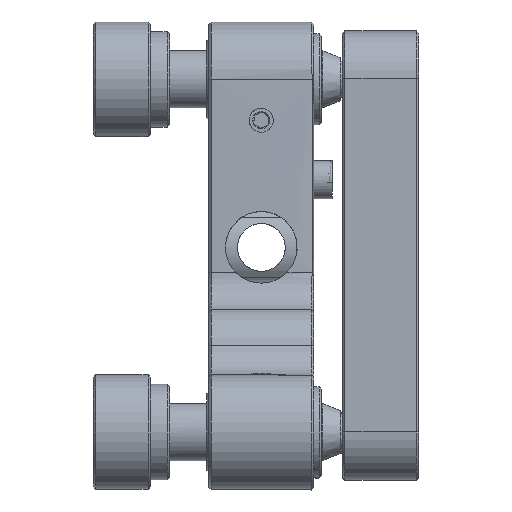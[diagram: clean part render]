
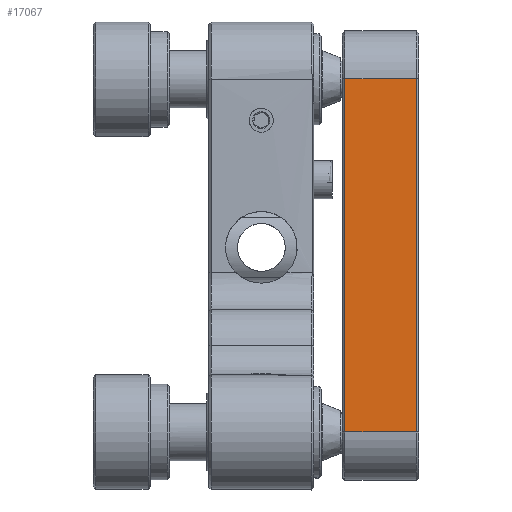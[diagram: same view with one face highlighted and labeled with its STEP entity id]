
A CAD part, top view. The second image highlights one B-rep face of the part: STEP entity #17067.
In plain terms, the highlighted planar face has unit normal (0, 0, -1).
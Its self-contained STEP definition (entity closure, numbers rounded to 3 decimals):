
#916 = CARTESIAN_POINT ( 'NONE',  ( 8.746, 23.5, 23.5 ) ) ;
#1127 = DIRECTION ( 'NONE',  ( 0., 1., 0. ) ) ;
#2036 = ORIENTED_EDGE ( 'NONE', *, *, #19559, .T. ) ;
#3337 = FACE_OUTER_BOUND ( 'NONE', #9044, .T. ) ;
#5858 = CARTESIAN_POINT ( 'NONE',  ( 8.496, 23.5, 23.5 ) ) ;
#6013 = VERTEX_POINT ( 'NONE', #12273 ) ;
#6634 = EDGE_CURVE ( 'NONE', #6013, #17332, #14790, .T. ) ;
#8354 = DIRECTION ( 'NONE',  ( -1., 0., 0. ) ) ;
#9044 = EDGE_LOOP ( 'NONE', ( #22156, #2036, #25623, #17204 ) ) ;
#9829 = CARTESIAN_POINT ( 'NONE',  ( 16.246, 23.5, 23.5 ) ) ;
#10542 = DIRECTION ( 'NONE',  ( 0., 1., 0. ) ) ;
#11360 = VECTOR ( 'NONE', #12181, 1000. ) ;
#11824 = CARTESIAN_POINT ( 'NONE',  ( 8.746, 18.5, 23.5 ) ) ;
#12181 = DIRECTION ( 'NONE',  ( 0., 1., 0. ) ) ;
#12273 = CARTESIAN_POINT ( 'NONE',  ( 8.746, -18.5, 23.5 ) ) ;
#12957 = PLANE ( 'NONE',  #15768 ) ;
#13109 = DIRECTION ( 'NONE',  ( 0., 0., -1. ) ) ;
#13453 = VECTOR ( 'NONE', #8354, 1000. ) ;
#14309 = LINE ( 'NONE', #20455, #27352 ) ;
#14790 = LINE ( 'NONE', #916, #30872 ) ;
#15556 = DIRECTION ( 'NONE',  ( 1., 0., 0. ) ) ;
#15670 = EDGE_CURVE ( 'NONE', #17065, #6013, #20353, .T. ) ;
#15768 = AXIS2_PLACEMENT_3D ( 'NONE', #5858, #13109, #1127 ) ;
#15925 = CARTESIAN_POINT ( 'NONE',  ( 8.496, -18.5, 23.5 ) ) ;
#17065 = VERTEX_POINT ( 'NONE', #24939 ) ;
#17067 = ADVANCED_FACE ( 'NONE', ( #3337 ), #12957, .T. ) ;
#17204 = ORIENTED_EDGE ( 'NONE', *, *, #15670, .T. ) ;
#17332 = VERTEX_POINT ( 'NONE', #11824 ) ;
#19559 = EDGE_CURVE ( 'NONE', #17332, #29577, #14309, .T. ) ;
#20353 = LINE ( 'NONE', #15925, #13453 ) ;
#20455 = CARTESIAN_POINT ( 'NONE',  ( 8.496, 18.5, 23.5 ) ) ;
#22156 = ORIENTED_EDGE ( 'NONE', *, *, #6634, .T. ) ;
#24939 = CARTESIAN_POINT ( 'NONE',  ( 16.246, -18.5, 23.5 ) ) ;
#25623 = ORIENTED_EDGE ( 'NONE', *, *, #30131, .F. ) ;
#26540 = LINE ( 'NONE', #9829, #11360 ) ;
#27352 = VECTOR ( 'NONE', #15556, 1000. ) ;
#29577 = VERTEX_POINT ( 'NONE', #30803 ) ;
#30131 = EDGE_CURVE ( 'NONE', #17065, #29577, #26540, .T. ) ;
#30803 = CARTESIAN_POINT ( 'NONE',  ( 16.246, 18.5, 23.5 ) ) ;
#30872 = VECTOR ( 'NONE', #10542, 1000. ) ;
